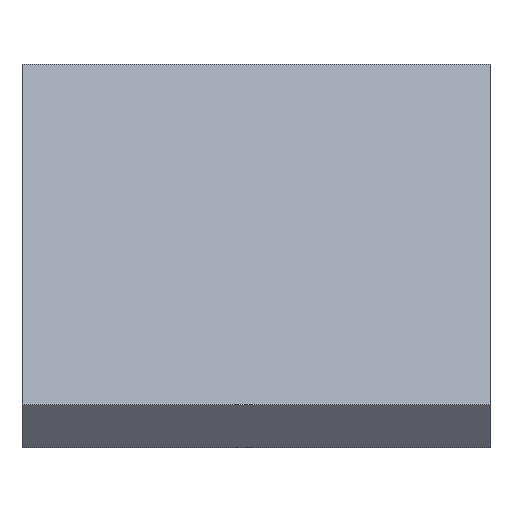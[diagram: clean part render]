
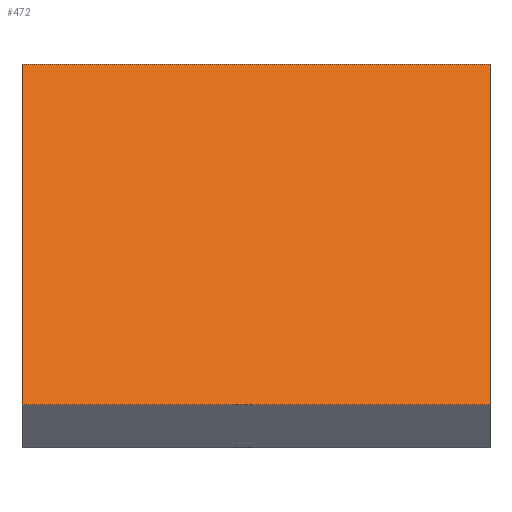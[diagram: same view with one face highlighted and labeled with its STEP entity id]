
A CAD part, left-side view. The second image highlights one B-rep face of the part: STEP entity #472.
In plain terms, the highlighted planar face has unit normal (-0.93, 0, 0.366).
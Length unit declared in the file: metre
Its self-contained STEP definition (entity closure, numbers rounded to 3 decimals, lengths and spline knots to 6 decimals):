
#134=ORIENTED_EDGE('',*,*,#200,.T.);
#135=ORIENTED_EDGE('',*,*,#181,.T.);
#136=ORIENTED_EDGE('',*,*,#152,.T.);
#137=ORIENTED_EDGE('',*,*,#139,.F.);
#139=EDGE_CURVE('',#201,#203,#240,.T.);
#152=EDGE_CURVE('',#214,#203,#253,.T.);
#181=EDGE_CURVE('',#232,#214,#282,.T.);
#200=EDGE_CURVE('',#201,#232,#301,.T.);
#201=VERTEX_POINT('',#635);
#203=VERTEX_POINT('',#638);
#214=VERTEX_POINT('',#664);
#232=VERTEX_POINT('',#718);
#240=LINE('',#637,#303);
#253=LINE('',#663,#316);
#282=LINE('',#717,#345);
#301=LINE('',#756,#364);
#303=VECTOR('',#518,1.);
#316=VECTOR('',#535,1.);
#345=VECTOR('',#578,1.);
#364=VECTOR('',#623,1.);
#391=EDGE_LOOP('',(#134,#135,#136,#137));
#418=FACE_BOUND('',#391,.T.);
#445=PLANE('',#512);
#472=ADVANCED_FACE('',(#418),#445,.F.);
#512=AXIS2_PLACEMENT_3D('',#760,#630,#631);
#518=DIRECTION('',(0.,-1.,0.));
#535=DIRECTION('',(0.366,0.,0.93));
#578=DIRECTION('',(0.,-1.,0.));
#623=DIRECTION('',(-0.366,0.,-0.93));
#630=DIRECTION('',(0.93,0.,-0.366));
#631=DIRECTION('',(-0.366,0.,-0.93));
#635=CARTESIAN_POINT('',(-0.010847,0.059182,0.0508));
#637=CARTESIAN_POINT('',(-0.010847,0.120614,0.0508));
#638=CARTESIAN_POINT('',(-0.010847,-0.033782,0.0508));
#663=CARTESIAN_POINT('',(-0.024158,-0.033782,0.016995));
#664=CARTESIAN_POINT('',(-0.03747,-0.033782,-0.01681));
#717=CARTESIAN_POINT('',(-0.03747,0.120614,-0.01681));
#718=CARTESIAN_POINT('',(-0.03747,0.059182,-0.01681));
#756=CARTESIAN_POINT('',(-0.022063,0.059182,0.022317));
#760=CARTESIAN_POINT('',(-0.024158,0.120614,0.016995));
